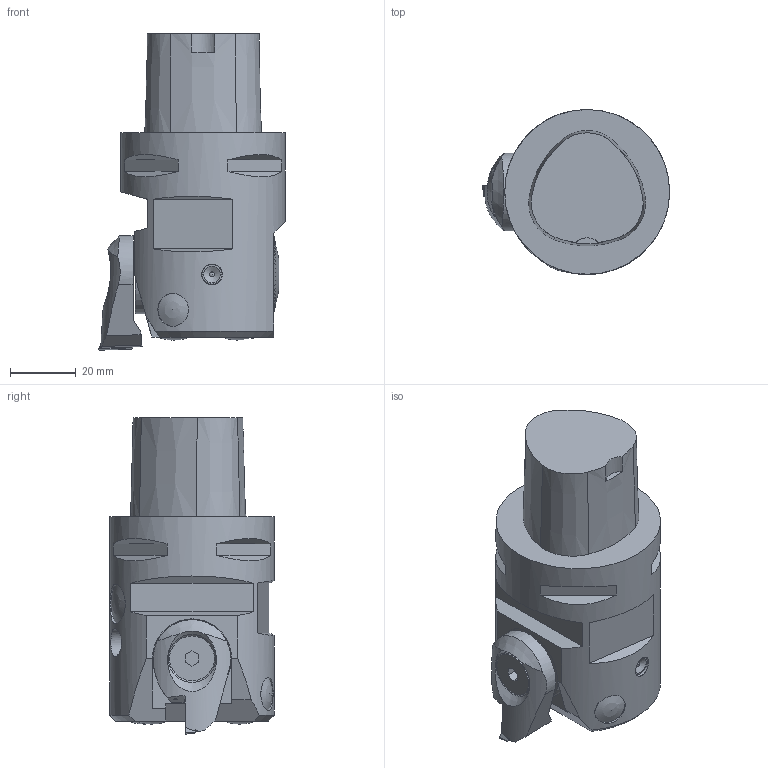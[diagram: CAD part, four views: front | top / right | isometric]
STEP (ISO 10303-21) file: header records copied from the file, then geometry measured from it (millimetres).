
FILE_DESCRIPTION(/* description */ (''),/* implementation_level */ '2;1');
FILE_NAME(/* name */ '1566910854103.stp',/* time_stamp */ '2019-08-27T15:01:00+02:00',/* author */ (''),/* organization */ ('SMS'),/* preprocessor_version */ 'ST-DEVELOPER v16.7',/* originating_system */ 'SIEMENS PLM Software NX 12.0',/* authorisation */ '');
FILE_SCHEMA (('AUTOMOTIVE_DESIGN { 1 0 10303 214 3 1 1 1 }'));
Length unit declared in the file: millimetre
Products named in the file (7): IsoTurningInsert; ASSEMBLY_CONSTRUCTION; 202218303mod000_00; 111166198mod000_01; 111169234mod000_01; 111165196mod000_01
Assembly tree (6 placements, depth 3):
  111165196mod000_01
    111166198mod000_01
    111169234mod000_01
      202218303mod000_00
      ASSEMBLY_CONSTRUCTION
      IsoTurningInsert
    ASSEMBLY_CONSTRUCTION
Bounding box: 56.76 x 50 x 96 mm (x, y, z)
Volume: 14434.5 mm3; surface area: 24530.5 mm2
Topology: 10 solids, 11 shells, 382 faces, 1053 edges, 715 vertices
Faces by surface type: plane 300, cone 33, cylinder 30, sphere 14, torus 4, bspline 1
Full cylindrical faces by diameter (mm): 1 x1, 2.8 x2, 4.1 x1, 4.7 x1, 5.015 x1, 6 x1, 6.25 x1, 8 x1, 8.5 x1, 10.018 x5, 12.021 x1, 13.6 x1, 23.837 x1, 24 x2, 50 x1
Entity records: 12238 total; most frequent: CARTESIAN_POINT 3100, ORIENTED_EDGE 1882, DIRECTION 1691, EDGE_CURVE 941, VERTEX_POINT 644, AXIS2_PLACEMENT_3D 636, EDGE_LOOP 447, LINE 419
